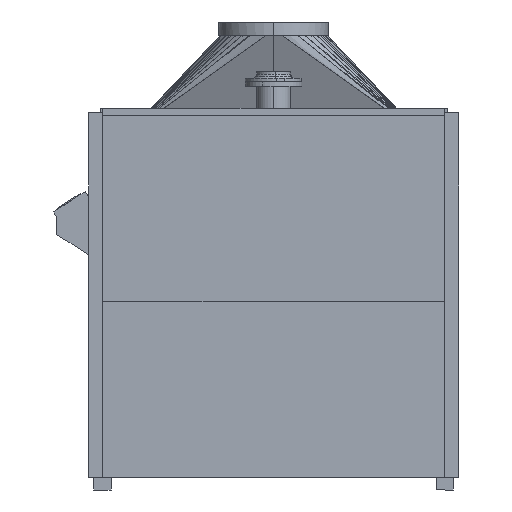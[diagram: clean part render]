
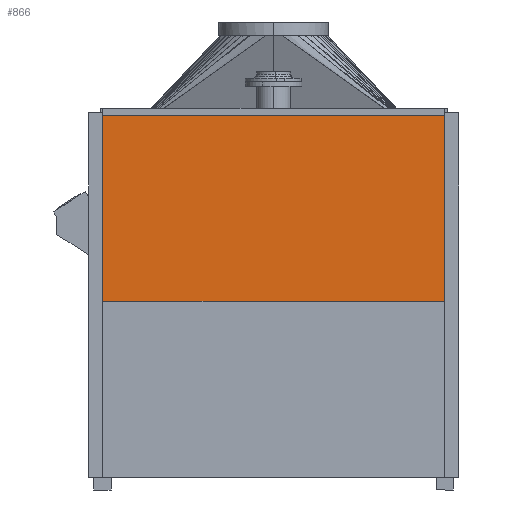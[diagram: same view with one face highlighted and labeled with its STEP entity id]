
A CAD part, left-side view. The second image highlights one B-rep face of the part: STEP entity #866.
In plain terms, the highlighted planar face has unit normal (-1, 0, 0).
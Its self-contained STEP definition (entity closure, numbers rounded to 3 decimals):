
#616=CARTESIAN_POINT('Vertex',(-2360.,-798.,1750.5)) ;
#672=CARTESIAN_POINT('Vertex',(-2360.,798.,1750.5)) ;
#675=CARTESIAN_POINT('Line Origine',(-2360.,0.,1750.5)) ;
#836=CARTESIAN_POINT('Axis2P3D Location',(-2360.,0.,0.)) ;
#841=CARTESIAN_POINT('Line Origine',(-2360.,798.,1316.25)) ;
#845=CARTESIAN_POINT('Vertex',(-2360.,798.,882.)) ;
#848=CARTESIAN_POINT('Line Origine',(-2360.,0.,882.)) ;
#852=CARTESIAN_POINT('Vertex',(-2360.,-798.,882.)) ;
#855=CARTESIAN_POINT('Line Origine',(-2360.,-798.,1316.25)) ;
#676=DIRECTION('Vector Direction',(0.,1.,0.)) ;
#837=DIRECTION('Axis2P3D Direction',(1.,0.,0.)) ;
#838=DIRECTION('Axis2P3D XDirection',(0.,1.,0.)) ;
#842=DIRECTION('Vector Direction',(0.,0.,-1.)) ;
#849=DIRECTION('Vector Direction',(0.,-1.,0.)) ;
#856=DIRECTION('Vector Direction',(0.,0.,1.)) ;
#839=AXIS2_PLACEMENT_3D('Plane Axis2P3D',#836,#837,#838) ;
#861=ORIENTED_EDGE('',*,*,#847,.F.) ;
#862=ORIENTED_EDGE('',*,*,#854,.F.) ;
#863=ORIENTED_EDGE('',*,*,#859,.F.) ;
#864=ORIENTED_EDGE('',*,*,#679,.F.) ;
#677=VECTOR('Line Direction',#676,1.) ;
#843=VECTOR('Line Direction',#842,1.) ;
#850=VECTOR('Line Direction',#849,1.) ;
#857=VECTOR('Line Direction',#856,1.) ;
#866=ADVANCED_FACE('K\X2\00F6\X0\rper.3',(#865),#840,.F.) ;
#679=EDGE_CURVE('',#673,#617,#678,.F.) ;
#847=EDGE_CURVE('',#846,#673,#844,.F.) ;
#854=EDGE_CURVE('',#853,#846,#851,.F.) ;
#859=EDGE_CURVE('',#617,#853,#858,.F.) ;
#860=EDGE_LOOP('',(#861,#862,#863,#864)) ;
#865=FACE_OUTER_BOUND('',#860,.T.) ;
#678=LINE('Line',#675,#677) ;
#844=LINE('Line',#841,#843) ;
#851=LINE('Line',#848,#850) ;
#858=LINE('Line',#855,#857) ;
#840=PLANE('',#839) ;
#617=VERTEX_POINT('',#616) ;
#673=VERTEX_POINT('',#672) ;
#846=VERTEX_POINT('',#845) ;
#853=VERTEX_POINT('',#852) ;
